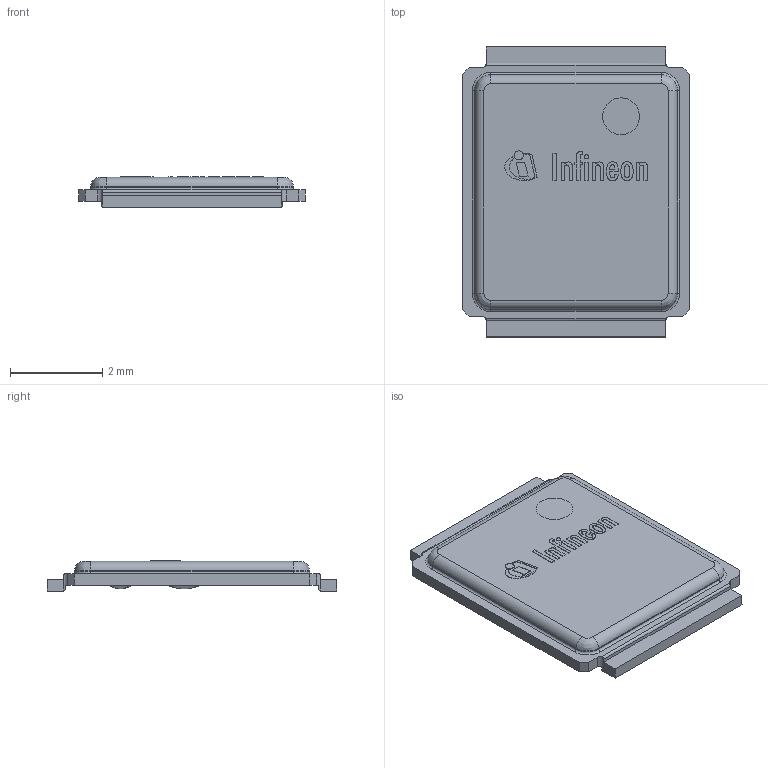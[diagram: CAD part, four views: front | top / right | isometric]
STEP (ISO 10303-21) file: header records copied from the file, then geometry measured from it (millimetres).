
FILE_DESCRIPTION(/* description */ (''),/* implementation_level */ '2;1');
FILE_NAME(/* name */ 'MG-WDSON-6-903.stp',/* time_stamp */ '2018-04-11T12:17:15+08:00',/* author */ ('mdsaid'),/* organization */ (''),/* preprocessor_version */ 'ST-DEVELOPER v15.2',/* originating_system */ 'Autodesk Inventor 2014',/* authorisation */ '');
FILE_SCHEMA (('AUTOMOTIVE_DESIGN { 1 0 10303 214 3 1 1 }'));
Length unit declared in the file: millimetre
Products named in the file (3): MG-WDSON-6-903_METAL; MG-WDSON-6-903_LOGO; MG-WDSON-6-903
Bounding box: 4.92 x 6.3 x 0.66 mm (x, y, z)
Volume: 11.3 mm3; surface area: 77.3 mm2
Topology: 13 solids, 13 shells, 347 faces, 904 edges, 575 vertices
Faces by surface type: cylinder 197, plane 118, bspline 24, torus 8
Full cylindrical faces by diameter (mm): 0.095 x1, 0.197 x1
Entity records: 11473 total; most frequent: CARTESIAN_POINT 2922, DIRECTION 1797, ORIENTED_EDGE 1772, EDGE_CURVE 886, AXIS2_PLACEMENT_3D 679, VERTEX_POINT 575, LINE 439, VECTOR 439
